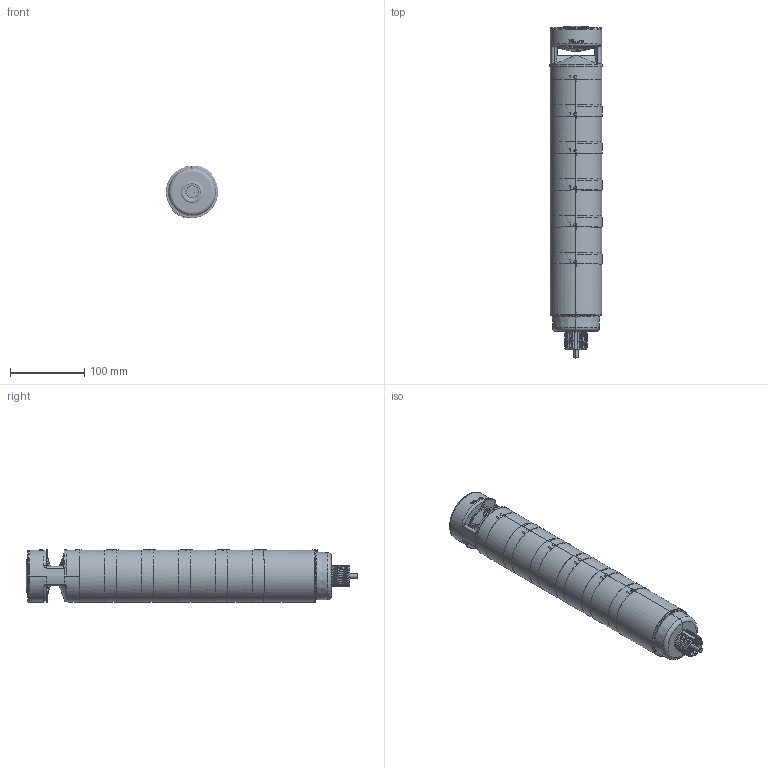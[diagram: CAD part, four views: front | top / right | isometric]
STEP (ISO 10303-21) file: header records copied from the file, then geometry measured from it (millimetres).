
FILE_DESCRIPTION((''),'2;1');
FILE_NAME('191434_ASM','2016-02-25T',('pdmadmin'),(''),'PRO/ENGINEER BY PARAMETRIC TECHNOLOGY CORPORATION, 2013230','PRO/ENGINEER BY PARAMETRIC TECHNOLOGY CORPORATION, 2013230','');
FILE_SCHEMA(('CONFIG_CONTROL_DESIGN'));
Length unit declared in the file: millimetre
Products named in the file (10): 180077; 190540; 183492; 183493; 180306; 180307; 180308; 62676; CABLE_592; 191434_ASM
Assembly tree (17 placements, depth 2):
  191434_ASM
    180077
    190540
    183492  x5
    183493  x5
    180306
    180307
    180308
    62676
    CABLE_592
Bounding box: 71 x 447.01 x 71.25 mm (x, y, z)
Volume: 403861.8 mm3; surface area: 289021.1 mm2
Topology: 17 solids, 23 shells, 4705 faces, 11419 edges, 6778 vertices
Faces by surface type: bspline 1491, cylinder 1234, plane 849, torus 471, cone 391, sphere 243, extrusion 22, revolution 4
Entity records: 128693 total; most frequent: CARTESIAN_POINT 78855, ORIENTED_EDGE 11518, DIRECTION 8893, EDGE_CURVE 5763, AXIS2_PLACEMENT_3D 3700, VERTEX_POINT 3478, EDGE_LOOP 2443, FACE_OUTER_BOUND 2341
